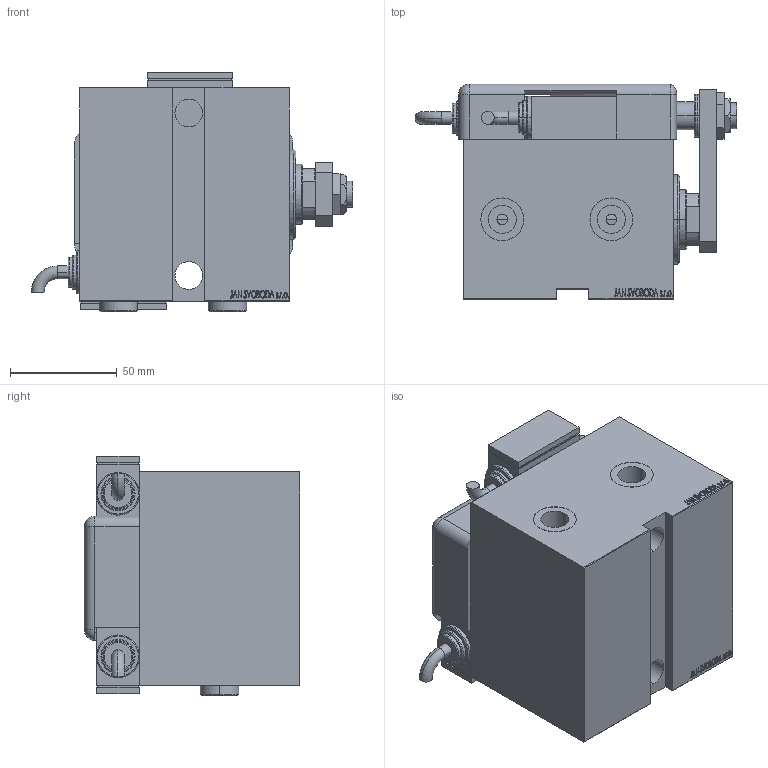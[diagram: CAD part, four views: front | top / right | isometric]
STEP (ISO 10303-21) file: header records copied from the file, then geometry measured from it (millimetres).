
FILE_DESCRIPTION (( 'STEP AP203' ), '1' );
FILE_NAME ('4717.STEP', '2024-02-12T06:09:51', ( '' ), ( '' ), 'SwSTEP 2.0', 'SolidWorks 2019', '' );
FILE_SCHEMA (( 'CONFIG_CONTROL_DESIGN' ));
Length unit declared in the file: millimetre
Products named in the file (14): KRYT 721c5694e786e5a7926ccbeb8babd64f; V450CM_E_VCP 721c5694e786e5a7926ccbeb8babd64f; SWITCH DIM A_G 721c5694e786e5a7926ccbeb8babd64f; V450CM_E_Body 721c5694e786e5a7926ccbeb8babd64f; ZARAZKA_Q 721c5694e786e5a7926ccbeb8babd64f; MAGNETIC SWITCH Q 721c5694e786e5a7926ccbeb8babd64f; V450CM_VC_B 721c5694e786e5a7926ccbeb8babd64f; NUT_D19 721c5694e786e5a7926ccbeb8babd64f; 4717; Zatka_OIL_PORT 721c5694e786e5a7926ccbeb8babd64f; SWITCH_Q_FRONT_BACK 721c5694e786e5a7926ccbeb8babd64f; SWITCH Q 721c5694e786e5a7926ccbeb8babd64f; TYC 721c5694e786e5a7926ccbeb8babd64f; NUT_D13 721c5694e786e5a7926ccbeb8babd64f
Assembly tree (15 placements, depth 3):
  4717
    V450CM_E_Body 721c5694e786e5a7926ccbeb8babd64f
    V450CM_E_VCP 721c5694e786e5a7926ccbeb8babd64f
    V450CM_VC_B 721c5694e786e5a7926ccbeb8babd64f
    MAGNETIC SWITCH Q 721c5694e786e5a7926ccbeb8babd64f
      SWITCH_Q_FRONT_BACK 721c5694e786e5a7926ccbeb8babd64f
      TYC 721c5694e786e5a7926ccbeb8babd64f
      ZARAZKA_Q 721c5694e786e5a7926ccbeb8babd64f
      SWITCH DIM A_G 721c5694e786e5a7926ccbeb8babd64f
      NUT_D19 721c5694e786e5a7926ccbeb8babd64f
      NUT_D13 721c5694e786e5a7926ccbeb8babd64f
      KRYT 721c5694e786e5a7926ccbeb8babd64f
      SWITCH Q 721c5694e786e5a7926ccbeb8babd64f  x2
    Zatka_OIL_PORT 721c5694e786e5a7926ccbeb8babd64f  x2
Bounding box: 150.46 x 100.8 x 111.9 mm (x, y, z)
Volume: 814074 mm3; surface area: 155611 mm2
Topology: 15 solids, 15 shells, 1286 faces, 3248 edges, 2139 vertices
Faces by surface type: plane 650, bspline 471, cylinder 115, cone 26, torus 22, sphere 2
Entity records: 59834 total; most frequent: CARTESIAN_POINT 31666, ORIENTED_EDGE 6220, DIRECTION 3960, EDGE_CURVE 3110, VERTEX_POINT 2055, LINE 1874, VECTOR 1874, EDGE_LOOP 1397
